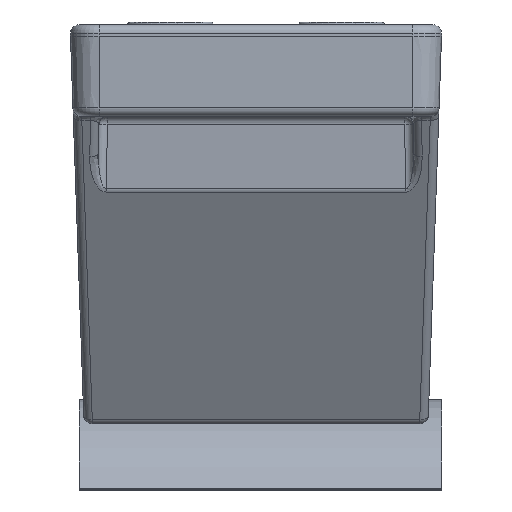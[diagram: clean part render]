
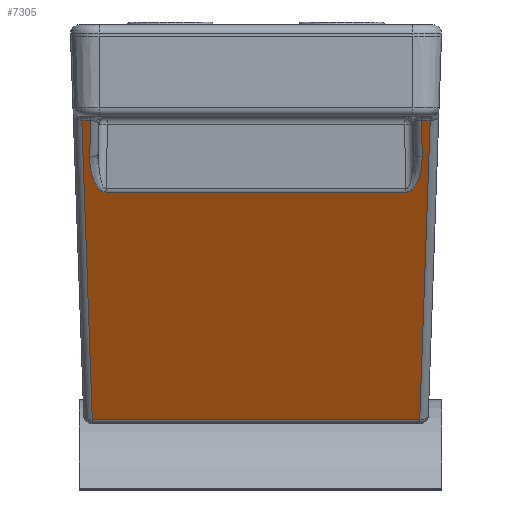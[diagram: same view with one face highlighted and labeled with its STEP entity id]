
A CAD part, left-side view. The second image highlights one B-rep face of the part: STEP entity #7305.
In plain terms, the highlighted planar face has unit normal (-0.866, 0, -0.5).
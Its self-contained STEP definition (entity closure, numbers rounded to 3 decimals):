
#268=ELLIPSE('',#8062,7.1,3.);
#269=ELLIPSE('',#8063,7.1,3.);
#397=PLANE('',#8061);
#2208=ORIENTED_EDGE('',*,*,#4018,.T.);
#2209=ORIENTED_EDGE('',*,*,#4019,.T.);
#2210=ORIENTED_EDGE('',*,*,#4020,.T.);
#2211=ORIENTED_EDGE('',*,*,#4021,.T.);
#2212=ORIENTED_EDGE('',*,*,#3894,.T.);
#2213=ORIENTED_EDGE('',*,*,#4022,.T.);
#2214=ORIENTED_EDGE('',*,*,#3930,.T.);
#2215=ORIENTED_EDGE('',*,*,#4023,.T.);
#2216=ORIENTED_EDGE('',*,*,#4024,.T.);
#2217=ORIENTED_EDGE('',*,*,#4025,.T.);
#3894=EDGE_CURVE('',#4842,#4841,#5302,.T.);
#3930=EDGE_CURVE('',#4860,#4861,#5310,.T.);
#4018=EDGE_CURVE('',#4907,#4908,#5330,.T.);
#4019=EDGE_CURVE('',#4908,#4909,#268,.T.);
#4020=EDGE_CURVE('',#4909,#4910,#5331,.T.);
#4021=EDGE_CURVE('',#4910,#4842,#5332,.T.);
#4022=EDGE_CURVE('',#4841,#4860,#5333,.T.);
#4023=EDGE_CURVE('',#4861,#4911,#5334,.T.);
#4024=EDGE_CURVE('',#4911,#4912,#5335,.T.);
#4025=EDGE_CURVE('',#4912,#4907,#269,.T.);
#4841=VERTEX_POINT('',#14560);
#4842=VERTEX_POINT('',#14562);
#4860=VERTEX_POINT('',#14886);
#4861=VERTEX_POINT('',#14887);
#4907=VERTEX_POINT('',#15353);
#4908=VERTEX_POINT('',#15354);
#4909=VERTEX_POINT('',#15356);
#4910=VERTEX_POINT('',#15358);
#4911=VERTEX_POINT('',#15362);
#4912=VERTEX_POINT('',#15364);
#5302=LINE('',#14561,#5686);
#5310=LINE('',#14885,#5694);
#5330=LINE('',#15352,#5714);
#5331=LINE('',#15357,#5715);
#5332=LINE('',#15359,#5716);
#5333=LINE('',#15360,#5717);
#5334=LINE('',#15361,#5718);
#5335=LINE('',#15363,#5719);
#5686=VECTOR('',#9501,1000.);
#5694=VECTOR('',#9559,1000.);
#5714=VECTOR('',#9721,1000.);
#5715=VECTOR('',#9724,1000.);
#5716=VECTOR('',#9725,1000.);
#5717=VECTOR('',#9726,1000.);
#5718=VECTOR('',#9727,1000.);
#5719=VECTOR('',#9728,1000.);
#6058=EDGE_LOOP('',(#2208,#2209,#2210,#2211,#2212,#2213,#2214,#2215,#2216,
#2217));
#6603=FACE_BOUND('',#6058,.T.);
#7305=ADVANCED_FACE('',(#6603),#397,.F.);
#8061=AXIS2_PLACEMENT_3D('',#15351,#9719,#9720);
#8062=AXIS2_PLACEMENT_3D('',#15355,#9722,#9723);
#8063=AXIS2_PLACEMENT_3D('',#15365,#9729,#9730);
#9501=DIRECTION('',(0.5,-0.03,-0.866));
#9559=DIRECTION('',(-0.5,-0.03,0.866));
#9719=DIRECTION('',(0.866,0.,0.5));
#9720=DIRECTION('',(0.,1.,0.));
#9721=DIRECTION('',(0.,1.,0.));
#9722=DIRECTION('',(0.866,0.,0.5));
#9723=DIRECTION('',(-0.5,-0.019,0.866));
#9724=DIRECTION('',(-0.5,-0.015,0.866));
#9725=DIRECTION('',(0.,1.,0.));
#9726=DIRECTION('',(0.,-1.,0.));
#9727=DIRECTION('',(0.,1.,0.));
#9728=DIRECTION('',(0.5,-0.015,-0.866));
#9729=DIRECTION('',(0.866,0.,0.5));
#9730=DIRECTION('',(-0.5,0.019,0.866));
#14560=CARTESIAN_POINT('',(-21.825,-2.319,20.857));
#14561=CARTESIAN_POINT('',(-20.468,-2.401,18.507));
#14562=CARTESIAN_POINT('',(-52.074,-0.49,73.25));
#14885=CARTESIAN_POINT('',(-52.529,-61.538,74.039));
#14886=CARTESIAN_POINT('',(-21.825,-59.681,20.857));
#14887=CARTESIAN_POINT('',(-52.074,-61.51,73.25));
#15351=CARTESIAN_POINT('',(-21.392,-63.5,20.107));
#15352=CARTESIAN_POINT('',(-44.835,-63.5,60.712));
#15353=CARTESIAN_POINT('',(-44.835,-57.223,60.712));
#15354=CARTESIAN_POINT('',(-44.835,-4.777,60.712));
#15355=CARTESIAN_POINT('',(-48.384,-4.889,66.86));
#15356=CARTESIAN_POINT('',(-48.379,-1.888,66.85));
#15357=CARTESIAN_POINT('',(-21.863,-1.086,20.924));
#15358=CARTESIAN_POINT('',(-52.074,-2.,73.25));
#15359=CARTESIAN_POINT('',(-52.074,1.011,73.25));
#15360=CARTESIAN_POINT('',(-21.825,-63.5,20.857));
#15361=CARTESIAN_POINT('',(-52.074,-58.5,73.25));
#15362=CARTESIAN_POINT('',(-52.074,-60.,73.25));
#15363=CARTESIAN_POINT('',(-21.372,-60.928,20.074));
#15364=CARTESIAN_POINT('',(-48.379,-60.112,66.85));
#15365=CARTESIAN_POINT('',(-48.384,-57.111,66.86));
